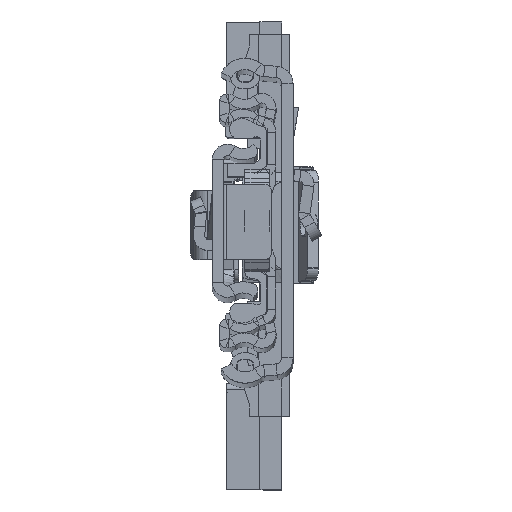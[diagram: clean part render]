
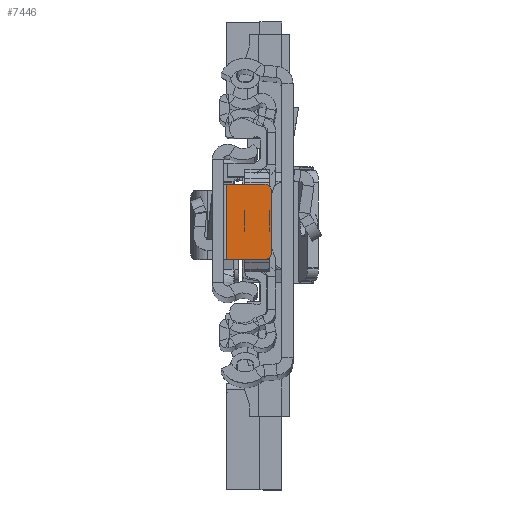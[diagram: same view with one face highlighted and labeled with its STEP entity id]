
A CAD part, top view. The second image highlights one B-rep face of the part: STEP entity #7446.
In plain terms, the highlighted planar face has unit normal (0, 0, 1).
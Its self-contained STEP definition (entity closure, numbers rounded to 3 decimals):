
#109 = ORIENTED_EDGE ( 'NONE', *, *, #20957, .T. ) ;
#404 = EDGE_CURVE ( 'NONE', #38145, #26241, #5318, .T. ) ;
#2492 = ORIENTED_EDGE ( 'NONE', *, *, #25198, .F. ) ;
#2786 = CARTESIAN_POINT ( 'NONE',  ( -9.4, 5.151, -6.8 ) ) ;
#3504 = CIRCLE ( 'NONE', #28283, 1. ) ;
#3599 = LINE ( 'NONE', #12372, #11508 ) ;
#4146 = ORIENTED_EDGE ( 'NONE', *, *, #23653, .F. ) ;
#5148 = CARTESIAN_POINT ( 'NONE',  ( -2.3, -5.849, -6.8 ) ) ;
#5318 = CIRCLE ( 'NONE', #5933, 1. ) ;
#5933 = AXIS2_PLACEMENT_3D ( 'NONE', #26425, #8126, #29181 ) ;
#7446 = ADVANCED_FACE ( 'NONE', ( #19812 ), #16833, .T. ) ;
#8126 = DIRECTION ( 'NONE',  ( 0., 0., 1. ) ) ;
#8671 = CARTESIAN_POINT ( 'NONE',  ( -2.3, 6.151, -6.8 ) ) ;
#10785 = VECTOR ( 'NONE', #11517, 1000. ) ;
#10862 = DIRECTION ( 'NONE',  ( 1., 0., 0. ) ) ;
#11311 = VECTOR ( 'NONE', #17476, 1000. ) ;
#11324 = DIRECTION ( 'NONE',  ( 0., -1., 0. ) ) ;
#11508 = VECTOR ( 'NONE', #15735, 1000. ) ;
#11517 = DIRECTION ( 'NONE',  ( -1., 0., 0. ) ) ;
#12036 = VERTEX_POINT ( 'NONE', #32981 ) ;
#12372 = CARTESIAN_POINT ( 'NONE',  ( -1.8, 6.151, -6.8 ) ) ;
#13437 = EDGE_CURVE ( 'NONE', #23721, #30494, #35152, .T. ) ;
#14502 = LINE ( 'NONE', #23052, #25256 ) ;
#14520 = CARTESIAN_POINT ( 'NONE',  ( -8.4, -4.849, -6.8 ) ) ;
#15735 = DIRECTION ( 'NONE',  ( 1., 0., 0. ) ) ;
#16833 = PLANE ( 'NONE',  #32947 ) ;
#17077 = LINE ( 'NONE', #35723, #11311 ) ;
#17307 = DIRECTION ( 'NONE',  ( 1., 0., 0. ) ) ;
#17476 = DIRECTION ( 'NONE',  ( 0., 1., 0. ) ) ;
#19812 = FACE_OUTER_BOUND ( 'NONE', #26112, .T. ) ;
#20076 = CARTESIAN_POINT ( 'NONE',  ( -9.4, -5.849, -6.8 ) ) ;
#20480 = DIRECTION ( 'NONE',  ( 0., 0., 1. ) ) ;
#20810 = VERTEX_POINT ( 'NONE', #8671 ) ;
#20957 = EDGE_CURVE ( 'NONE', #12036, #30494, #3504, .T. ) ;
#22478 = CARTESIAN_POINT ( 'NONE',  ( -8.4, 6.151, -6.8 ) ) ;
#23052 = CARTESIAN_POINT ( 'NONE',  ( -2.3, 6.151, -6.8 ) ) ;
#23653 = EDGE_CURVE ( 'NONE', #20810, #23721, #14502, .T. ) ;
#23721 = VERTEX_POINT ( 'NONE', #5148 ) ;
#25198 = EDGE_CURVE ( 'NONE', #12036, #26241, #17077, .T. ) ;
#25256 = VECTOR ( 'NONE', #11324, 1000. ) ;
#26112 = EDGE_LOOP ( 'NONE', ( #2492, #109, #27348, #4146, #27111, #38969 ) ) ;
#26241 = VERTEX_POINT ( 'NONE', #2786 ) ;
#26366 = CARTESIAN_POINT ( 'NONE',  ( 0., 0., -6.8 ) ) ;
#26425 = CARTESIAN_POINT ( 'NONE',  ( -8.4, 5.151, -6.8 ) ) ;
#27111 = ORIENTED_EDGE ( 'NONE', *, *, #33115, .F. ) ;
#27348 = ORIENTED_EDGE ( 'NONE', *, *, #13437, .F. ) ;
#28283 = AXIS2_PLACEMENT_3D ( 'NONE', #14520, #20480, #17307 ) ;
#29181 = DIRECTION ( 'NONE',  ( 1., 0., 0. ) ) ;
#29318 = DIRECTION ( 'NONE',  ( 0., 0., 1. ) ) ;
#30494 = VERTEX_POINT ( 'NONE', #38209 ) ;
#32947 = AXIS2_PLACEMENT_3D ( 'NONE', #26366, #29318, #10862 ) ;
#32981 = CARTESIAN_POINT ( 'NONE',  ( -9.4, -4.849, -6.8 ) ) ;
#33115 = EDGE_CURVE ( 'NONE', #38145, #20810, #3599, .T. ) ;
#35152 = LINE ( 'NONE', #20076, #10785 ) ;
#35723 = CARTESIAN_POINT ( 'NONE',  ( -9.4, 6.151, -6.8 ) ) ;
#38145 = VERTEX_POINT ( 'NONE', #22478 ) ;
#38209 = CARTESIAN_POINT ( 'NONE',  ( -8.4, -5.849, -6.8 ) ) ;
#38969 = ORIENTED_EDGE ( 'NONE', *, *, #404, .T. ) ;
